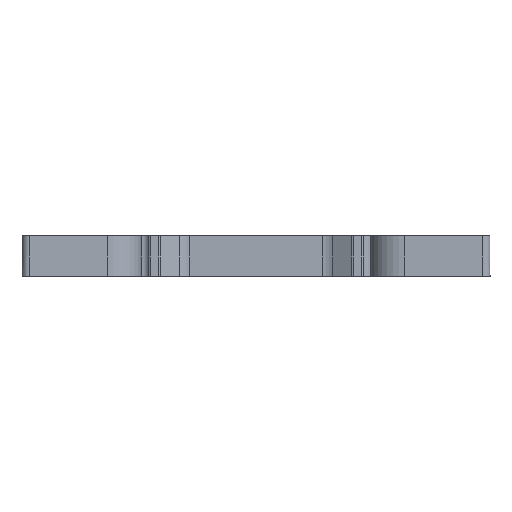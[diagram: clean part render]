
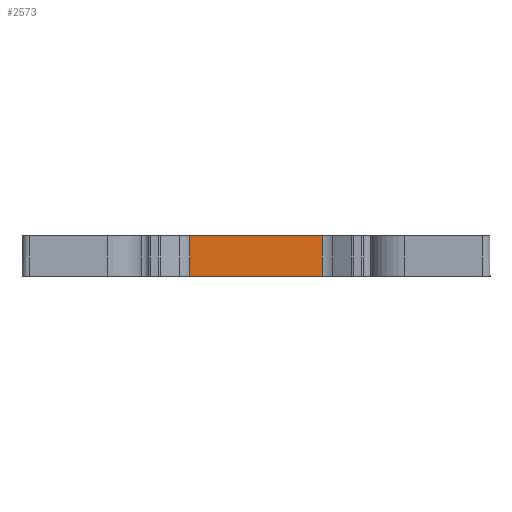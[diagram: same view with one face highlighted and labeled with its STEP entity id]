
A CAD part, front view. The second image highlights one B-rep face of the part: STEP entity #2573.
In plain terms, the highlighted planar face has unit normal (0, -1, 0).
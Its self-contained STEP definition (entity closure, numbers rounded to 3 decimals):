
#495 = EDGE_CURVE ( 'NONE', #1002, #1072, #3620, .T. ) ;
#504 = EDGE_CURVE ( 'NONE', #932, #1073, #3645, .T. ) ;
#932 = VERTEX_POINT ( 'NONE', #8142 ) ;
#1002 = VERTEX_POINT ( 'NONE', #8172 ) ;
#1072 = VERTEX_POINT ( 'NONE', #7767 ) ;
#1073 = VERTEX_POINT ( 'NONE', #7771 ) ;
#2007 = FACE_OUTER_BOUND ( 'NONE', #8360, .T. ) ;
#2013 = CARTESIAN_POINT ( 'NONE',  ( 9.351, -23.952, 5.883 ) ) ;
#2016 = DIRECTION ( 'NONE',  ( -1., 0., 0. ) ) ;
#2107 = PLANE ( 'NONE',  #13985 ) ;
#2115 = DIRECTION ( 'NONE',  ( 0., 1., 0. ) ) ;
#2573 = ADVANCED_FACE ( 'NONE', ( #2007 ), #2107, .F. ) ;
#3620 = LINE ( 'NONE', #3629, #4051 ) ;
#3629 = CARTESIAN_POINT ( 'NONE',  ( 9.351, -23.952, 5.883 ) ) ;
#3631 = DIRECTION ( 'NONE',  ( 0., 0., -1. ) ) ;
#3645 = LINE ( 'NONE', #3656, #4062 ) ;
#3655 = DIRECTION ( 'NONE',  ( 0., 0., 1. ) ) ;
#3656 = CARTESIAN_POINT ( 'NONE',  ( -9.378, -23.952, 5.883 ) ) ;
#4051 = VECTOR ( 'NONE', #3631, 1000. ) ;
#4062 = VECTOR ( 'NONE', #3655, 1000. ) ;
#7767 = CARTESIAN_POINT ( 'NONE',  ( 9.351, -23.952, 0.058 ) ) ;
#7771 = CARTESIAN_POINT ( 'NONE',  ( -9.378, -23.952, 5.858 ) ) ;
#8142 = CARTESIAN_POINT ( 'NONE',  ( -9.378, -23.952, 0.058 ) ) ;
#8172 = CARTESIAN_POINT ( 'NONE',  ( 9.351, -23.952, 5.858 ) ) ;
#8360 = EDGE_LOOP ( 'NONE', ( #13172, #13142, #13150, #13156 ) ) ;
#9970 = EDGE_CURVE ( 'NONE', #932, #1072, #11704, .T. ) ;
#9980 = EDGE_CURVE ( 'NONE', #1073, #1002, #11748, .T. ) ;
#11690 = CARTESIAN_POINT ( 'NONE',  ( 9.351, -23.952, 0.058 ) ) ;
#11704 = LINE ( 'NONE', #11690, #13552 ) ;
#11712 = DIRECTION ( 'NONE',  ( 1., 0., 0. ) ) ;
#11722 = DIRECTION ( 'NONE',  ( 1., 0., 0. ) ) ;
#11733 = CARTESIAN_POINT ( 'NONE',  ( -30.564, -23.952, 5.858 ) ) ;
#11748 = LINE ( 'NONE', #11733, #13540 ) ;
#13142 = ORIENTED_EDGE ( 'NONE', *, *, #9980, .F. ) ;
#13150 = ORIENTED_EDGE ( 'NONE', *, *, #504, .F. ) ;
#13156 = ORIENTED_EDGE ( 'NONE', *, *, #9970, .T. ) ;
#13172 = ORIENTED_EDGE ( 'NONE', *, *, #495, .F. ) ;
#13540 = VECTOR ( 'NONE', #11722, 1000. ) ;
#13552 = VECTOR ( 'NONE', #11712, 1000. ) ;
#13985 = AXIS2_PLACEMENT_3D ( 'NONE', #2013, #2115, #2016 ) ;
